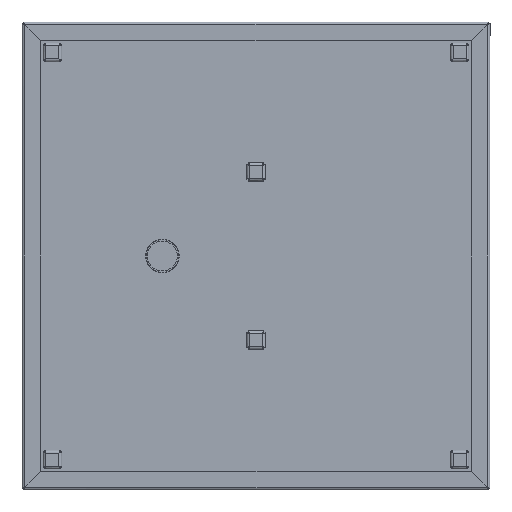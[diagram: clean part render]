
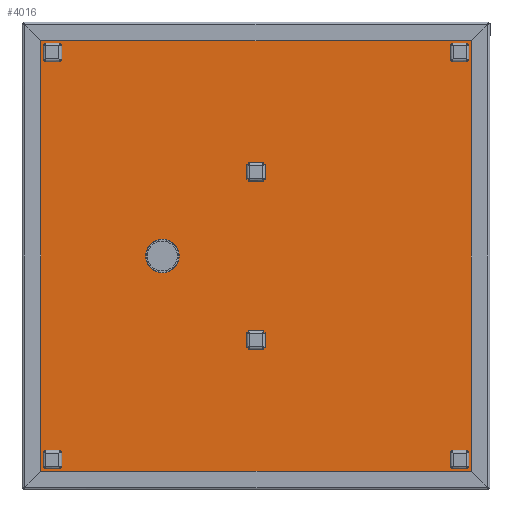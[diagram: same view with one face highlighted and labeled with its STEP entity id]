
A CAD part, front view. The second image highlights one B-rep face of the part: STEP entity #4016.
In plain terms, the highlighted planar face has unit normal (0, -1, 0).
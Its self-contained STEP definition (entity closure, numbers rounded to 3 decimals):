
#202 = VERTEX_POINT ( 'NONE', #2044 ) ;
#211 = FACE_OUTER_BOUND ( 'NONE', #4164, .T. ) ;
#355 = CARTESIAN_POINT ( 'NONE',  ( -494., -3., -494. ) ) ;
#429 = ORIENTED_EDGE ( 'NONE', *, *, #4708, .T. ) ;
#526 = DIRECTION ( 'NONE',  ( 0., 0., 1. ) ) ;
#630 = FACE_BOUND ( 'NONE', #1848, .T. ) ;
#644 = CARTESIAN_POINT ( 'NONE',  ( -494., -3., -494. ) ) ;
#659 = EDGE_CURVE ( 'NONE', #202, #4720, #3235, .T. ) ;
#919 = CARTESIAN_POINT ( 'NONE',  ( -494., -3., 494. ) ) ;
#941 = CARTESIAN_POINT ( 'NONE',  ( -494., -3., 494. ) ) ;
#1013 = VERTEX_POINT ( 'NONE', #2790 ) ;
#1126 = DIRECTION ( 'NONE',  ( 0., 1., 0. ) ) ;
#1437 = LINE ( 'NONE', #919, #4751 ) ;
#1586 = PLANE ( 'NONE',  #2296 ) ;
#1728 = EDGE_CURVE ( 'NONE', #4720, #3409, #4018, .T. ) ;
#1755 = ORIENTED_EDGE ( 'NONE', *, *, #1830, .F. ) ;
#1774 = CARTESIAN_POINT ( 'NONE',  ( -494., -3., -494. ) ) ;
#1830 = EDGE_CURVE ( 'NONE', #3409, #3572, #1437, .T. ) ;
#1838 = ORIENTED_EDGE ( 'NONE', *, *, #659, .F. ) ;
#1848 = EDGE_LOOP ( 'NONE', ( #429, #4729 ) ) ;
#2044 = CARTESIAN_POINT ( 'NONE',  ( 494., -3., -494. ) ) ;
#2093 = VECTOR ( 'NONE', #4880, 1000. ) ;
#2145 = CARTESIAN_POINT ( 'NONE',  ( -200., -3., 36. ) ) ;
#2156 = EDGE_CURVE ( 'NONE', #1013, #3167, #2282, .T. ) ;
#2175 = VECTOR ( 'NONE', #5042, 1000. ) ;
#2234 = DIRECTION ( 'NONE',  ( 0., 1., 0. ) ) ;
#2282 = CIRCLE ( 'NONE', #2652, 36. ) ;
#2296 = AXIS2_PLACEMENT_3D ( 'NONE', #2423, #1126, #4236 ) ;
#2423 = CARTESIAN_POINT ( 'NONE',  ( 0., -3., 0. ) ) ;
#2506 = CARTESIAN_POINT ( 'NONE',  ( 494., -3., -494. ) ) ;
#2618 = DIRECTION ( 'NONE',  ( 0., 0., 1. ) ) ;
#2652 = AXIS2_PLACEMENT_3D ( 'NONE', #3513, #2234, #2618 ) ;
#2790 = CARTESIAN_POINT ( 'NONE',  ( -200., -3., -36. ) ) ;
#2878 = ORIENTED_EDGE ( 'NONE', *, *, #4586, .F. ) ;
#3167 = VERTEX_POINT ( 'NONE', #2145 ) ;
#3235 = LINE ( 'NONE', #644, #2175 ) ;
#3409 = VERTEX_POINT ( 'NONE', #941 ) ;
#3419 = VECTOR ( 'NONE', #3487, 1000. ) ;
#3487 = DIRECTION ( 'NONE',  ( 0., 0., -1. ) ) ;
#3513 = CARTESIAN_POINT ( 'NONE',  ( -200., -3., 0. ) ) ;
#3518 = AXIS2_PLACEMENT_3D ( 'NONE', #4157, #5422, #526 ) ;
#3572 = VERTEX_POINT ( 'NONE', #5692 ) ;
#3622 = ORIENTED_EDGE ( 'NONE', *, *, #1728, .F. ) ;
#4016 = ADVANCED_FACE ( 'NONE', ( #630, #211 ), #1586, .F. ) ;
#4018 = LINE ( 'NONE', #355, #2093 ) ;
#4157 = CARTESIAN_POINT ( 'NONE',  ( -200., -3., 0. ) ) ;
#4164 = EDGE_LOOP ( 'NONE', ( #2878, #1755, #3622, #1838 ) ) ;
#4236 = DIRECTION ( 'NONE',  ( 0., 0., 1. ) ) ;
#4586 = EDGE_CURVE ( 'NONE', #3572, #202, #5646, .T. ) ;
#4708 = EDGE_CURVE ( 'NONE', #3167, #1013, #5306, .T. ) ;
#4720 = VERTEX_POINT ( 'NONE', #1774 ) ;
#4729 = ORIENTED_EDGE ( 'NONE', *, *, #2156, .T. ) ;
#4751 = VECTOR ( 'NONE', #4993, 1000. ) ;
#4880 = DIRECTION ( 'NONE',  ( 0., 0., 1. ) ) ;
#4993 = DIRECTION ( 'NONE',  ( 1., 0., 0. ) ) ;
#5042 = DIRECTION ( 'NONE',  ( -1., 0., 0. ) ) ;
#5306 = CIRCLE ( 'NONE', #3518, 36. ) ;
#5422 = DIRECTION ( 'NONE',  ( 0., 1., 0. ) ) ;
#5646 = LINE ( 'NONE', #2506, #3419 ) ;
#5692 = CARTESIAN_POINT ( 'NONE',  ( 494., -3., 494. ) ) ;
